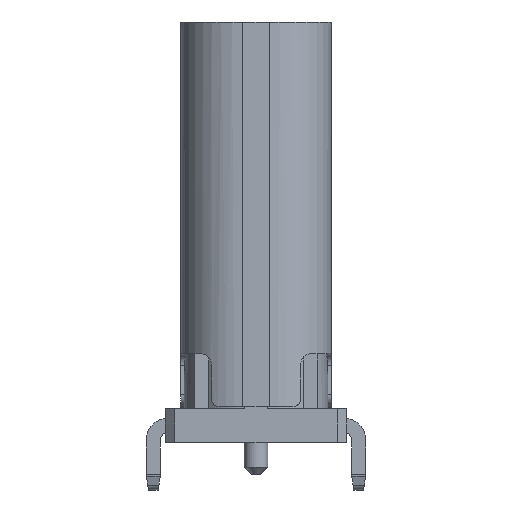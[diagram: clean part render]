
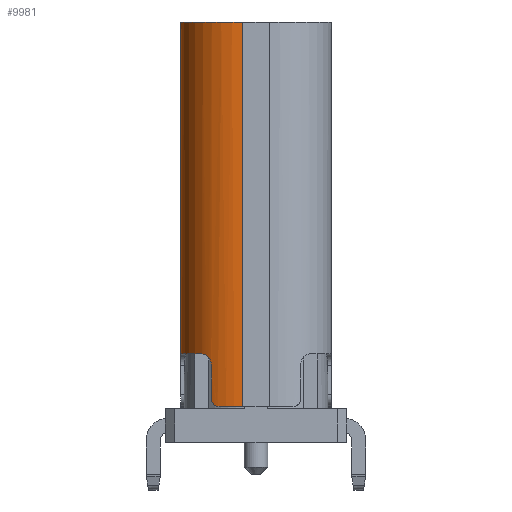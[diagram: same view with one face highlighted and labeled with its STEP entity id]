
A CAD part, left-side view. The second image highlights one B-rep face of the part: STEP entity #9981.
In plain terms, the highlighted cylindrical face has radius 1.3 mm (diameter 2.6 mm), a partial arc.
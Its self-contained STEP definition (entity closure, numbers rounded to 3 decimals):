
#665 = DIRECTION ( 'NONE',  ( 0., 0., 1. ) ) ;
#1395 = ORIENTED_EDGE ( 'NONE', *, *, #1873, .F. ) ;
#1663 = VERTEX_POINT ( 'NONE', #38607 ) ;
#1873 = EDGE_CURVE ( 'NONE', #8766, #47019, #4615, .T. ) ;
#2093 = CARTESIAN_POINT ( 'NONE',  ( -4.099, 0.832, -3.749 ) ) ;
#2126 = CARTESIAN_POINT ( 'NONE',  ( -2.921, 1.58, -2.659 ) ) ;
#2435 = VERTEX_POINT ( 'NONE', #45114 ) ;
#4150 = CARTESIAN_POINT ( 'NONE',  ( -3.945, 1.084, -2.649 ) ) ;
#4615 = LINE ( 'NONE', #34582, #46634 ) ;
#5107 = DIRECTION ( 'NONE',  ( 0., 0., 1. ) ) ;
#6721 = ORIENTED_EDGE ( 'NONE', *, *, #13502, .T. ) ;
#6852 = VECTOR ( 'NONE', #26659, 1000. ) ;
#7727 = CIRCLE ( 'NONE', #25096, 1.3 ) ;
#8257 = DIRECTION ( 'NONE',  ( -1., 0., 0. ) ) ;
#8752 = CARTESIAN_POINT ( 'NONE',  ( -2.929, 1.58, -2.657 ) ) ;
#8766 = VERTEX_POINT ( 'NONE', #35699 ) ;
#8824 = CARTESIAN_POINT ( 'NONE',  ( -3.901, 1.134, -2.649 ) ) ;
#9008 = CARTESIAN_POINT ( 'NONE',  ( -2.967, 1.579, -2.65 ) ) ;
#9071 = DIRECTION ( 'NONE',  ( 0., -1., 0. ) ) ;
#9145 = ORIENTED_EDGE ( 'NONE', *, *, #40926, .T. ) ;
#9483 = VECTOR ( 'NONE', #24394, 1000. ) ;
#9725 = CARTESIAN_POINT ( 'NONE',  ( -2.944, 1.58, -2.653 ) ) ;
#9981 = ADVANCED_FACE ( 'NONE', ( #23363 ), #23903, .T. ) ;
#10355 = VERTEX_POINT ( 'NONE', #41593 ) ;
#11429 = AXIS2_PLACEMENT_3D ( 'NONE', #12180, #35250, #8257 ) ;
#11544 = LINE ( 'NONE', #15751, #6852 ) ;
#11784 = CARTESIAN_POINT ( 'NONE',  ( -4.034, 0.953, -2.769 ) ) ;
#12112 = DIRECTION ( 'NONE',  ( 0., 0., 1. ) ) ;
#12180 = CARTESIAN_POINT ( 'NONE',  ( -2.921, 0.28, 4.301 ) ) ;
#12327 = DIRECTION ( 'NONE',  ( -0.054, 0.999, 0. ) ) ;
#12420 = CARTESIAN_POINT ( 'NONE',  ( -2.921, 1.58, -2.659 ) ) ;
#12630 = DIRECTION ( 'NONE',  ( 0., 0., 1. ) ) ;
#13435 = CARTESIAN_POINT ( 'NONE',  ( -2.983, 1.579, -2.649 ) ) ;
#13477 = CARTESIAN_POINT ( 'NONE',  ( -4.055, 0.916, -3.677 ) ) ;
#13502 = EDGE_CURVE ( 'NONE', #10355, #2435, #47411, .T. ) ;
#14971 = AXIS2_PLACEMENT_3D ( 'NONE', #39041, #5107, #9071 ) ;
#15001 = EDGE_CURVE ( 'NONE', #16738, #40884, #20979, .T. ) ;
#15751 = CARTESIAN_POINT ( 'NONE',  ( -4.221, 0.28, 5.501 ) ) ;
#16589 = CARTESIAN_POINT ( 'NONE',  ( -2.921, 0.28, -2.649 ) ) ;
#16738 = VERTEX_POINT ( 'NONE', #36529 ) ;
#18482 = CARTESIAN_POINT ( 'NONE',  ( -4.047, 0.93, -2.899 ) ) ;
#18671 = ORIENTED_EDGE ( 'NONE', *, *, #36906, .F. ) ;
#19008 = EDGE_CURVE ( 'NONE', #8766, #10355, #33682, .T. ) ;
#19829 = B_SPLINE_CURVE_WITH_KNOTS ( 'NONE', 3,
 ( #38070, #4150, #45677, #11784, #26906, #18482 ),
 .UNSPECIFIED., .F., .F.,
 ( 4, 2, 4 ),
 ( 0., 0.5, 1. ),
 .UNSPECIFIED. ) ;
#19890 = CARTESIAN_POINT ( 'NONE',  ( -2.991, 1.578, -2.649 ) ) ;
#20023 = VERTEX_POINT ( 'NONE', #8824 ) ;
#20979 = B_SPLINE_CURVE_WITH_KNOTS ( 'NONE', 3,
 ( #12420, #8752, #9725, #9008, #13435, #19890 ),
 .UNSPECIFIED., .F., .F.,
 ( 4, 1, 1, 4 ),
 ( 0., 0.333, 0.667, 1. ),
 .UNSPECIFIED. ) ;
#21216 = CARTESIAN_POINT ( 'NONE',  ( -2.921, 1.58, 4.301 ) ) ;
#21330 = VERTEX_POINT ( 'NONE', #21216 ) ;
#21394 = EDGE_CURVE ( 'NONE', #20023, #47019, #19829, .T. ) ;
#21636 = ORIENTED_EDGE ( 'NONE', *, *, #29338, .F. ) ;
#23363 = FACE_OUTER_BOUND ( 'NONE', #40652, .T. ) ;
#23903 = CYLINDRICAL_SURFACE ( 'NONE', #14971, 1.3 ) ;
#24355 = CARTESIAN_POINT ( 'NONE',  ( -4.047, 0.93, -3.599 ) ) ;
#24394 = DIRECTION ( 'NONE',  ( 0., 0., 1. ) ) ;
#24777 = DIRECTION ( 'NONE',  ( -0.918, 0.397, 0. ) ) ;
#25096 = AXIS2_PLACEMENT_3D ( 'NONE', #16589, #12112, #12327 ) ;
#25685 = ORIENTED_EDGE ( 'NONE', *, *, #21394, .T. ) ;
#26570 = CARTESIAN_POINT ( 'NONE',  ( -2.991, 1.578, -2.649 ) ) ;
#26659 = DIRECTION ( 'NONE',  ( 0., 0., -1. ) ) ;
#26906 = CARTESIAN_POINT ( 'NONE',  ( -4.047, 0.93, -2.832 ) ) ;
#28102 = CARTESIAN_POINT ( 'NONE',  ( -4.081, 0.867, -3.733 ) ) ;
#29338 = EDGE_CURVE ( 'NONE', #16738, #21330, #42965, .T. ) ;
#31786 = CARTESIAN_POINT ( 'NONE',  ( -4.114, 0.796, -3.749 ) ) ;
#33682 = B_SPLINE_CURVE_WITH_KNOTS ( 'NONE', 3,
 ( #24355, #39477, #13477, #28102, #2093, #31786 ),
 .UNSPECIFIED., .F., .F.,
 ( 4, 2, 4 ),
 ( 0., 0.5, 1. ),
 .UNSPECIFIED. ) ;
#34582 = CARTESIAN_POINT ( 'NONE',  ( -4.047, 0.93, -3.599 ) ) ;
#34911 = ORIENTED_EDGE ( 'NONE', *, *, #19008, .T. ) ;
#35250 = DIRECTION ( 'NONE',  ( 0., 0., -1. ) ) ;
#35699 = CARTESIAN_POINT ( 'NONE',  ( -4.047, 0.93, -3.599 ) ) ;
#36529 = CARTESIAN_POINT ( 'NONE',  ( -2.921, 1.58, -2.659 ) ) ;
#36906 = EDGE_CURVE ( 'NONE', #1663, #2435, #11544, .T. ) ;
#37515 = EDGE_CURVE ( 'NONE', #40884, #20023, #7727, .T. ) ;
#37543 = CIRCLE ( 'NONE', #11429, 1.3 ) ;
#37766 = ORIENTED_EDGE ( 'NONE', *, *, #37515, .T. ) ;
#38070 = CARTESIAN_POINT ( 'NONE',  ( -3.901, 1.134, -2.649 ) ) ;
#38607 = CARTESIAN_POINT ( 'NONE',  ( -4.221, 0.28, 4.301 ) ) ;
#39041 = CARTESIAN_POINT ( 'NONE',  ( -2.921, 0.28, 4.801 ) ) ;
#39193 = ORIENTED_EDGE ( 'NONE', *, *, #15001, .T. ) ;
#39477 = CARTESIAN_POINT ( 'NONE',  ( -4.047, 0.93, -3.639 ) ) ;
#40652 = EDGE_LOOP ( 'NONE', ( #25685, #1395, #34911, #6721, #18671, #9145, #21636, #39193, #37766 ) ) ;
#40884 = VERTEX_POINT ( 'NONE', #26570 ) ;
#40926 = EDGE_CURVE ( 'NONE', #1663, #21330, #37543, .T. ) ;
#41593 = CARTESIAN_POINT ( 'NONE',  ( -4.114, 0.796, -3.749 ) ) ;
#42585 = CARTESIAN_POINT ( 'NONE',  ( -2.921, 0.28, -3.749 ) ) ;
#42699 = AXIS2_PLACEMENT_3D ( 'NONE', #42585, #12630, #24777 ) ;
#42965 = LINE ( 'NONE', #2126, #9483 ) ;
#45114 = CARTESIAN_POINT ( 'NONE',  ( -4.221, 0.28, -3.749 ) ) ;
#45205 = CARTESIAN_POINT ( 'NONE',  ( -4.047, 0.93, -2.899 ) ) ;
#45677 = CARTESIAN_POINT ( 'NONE',  ( -3.982, 1.032, -2.675 ) ) ;
#46634 = VECTOR ( 'NONE', #665, 1000. ) ;
#47019 = VERTEX_POINT ( 'NONE', #45205 ) ;
#47411 = CIRCLE ( 'NONE', #42699, 1.3 ) ;
